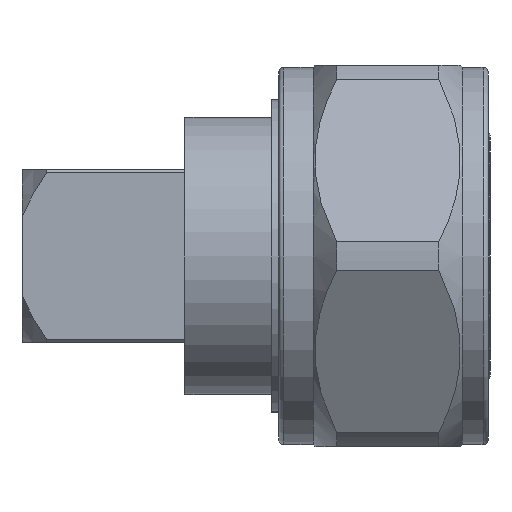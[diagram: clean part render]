
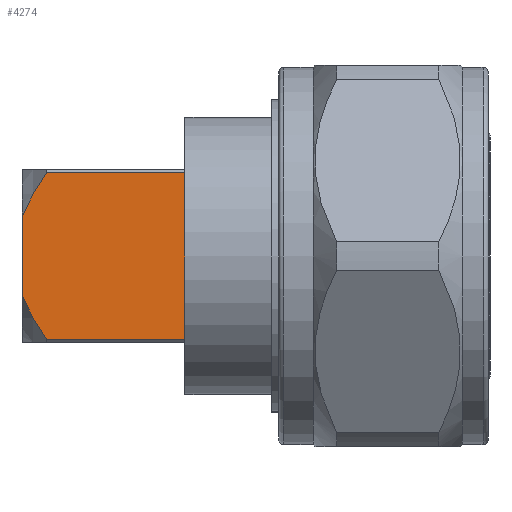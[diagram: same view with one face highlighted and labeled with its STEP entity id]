
A CAD part, left-side view. The second image highlights one B-rep face of the part: STEP entity #4274.
In plain terms, the highlighted face is planar.
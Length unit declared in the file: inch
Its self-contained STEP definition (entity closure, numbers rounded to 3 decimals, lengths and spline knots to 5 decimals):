
#34 = CARTESIAN_POINT ( 'NONE',  ( -0.81537, 0.19685, 0.19685 ) ) ;
#297 = CARTESIAN_POINT ( 'NONE',  ( 0.56359, 0.19685, -0.09821 ) ) ;
#302 = CARTESIAN_POINT ( 'NONE',  ( 0.51059, 0.19685, 0.18898 ) ) ;
#369 = CARTESIAN_POINT ( 'NONE',  ( 0.54138, 0.19685, -0.1409 ) ) ;
#407 = DIRECTION ( 'NONE',  ( 0., 0., 1. ) ) ;
#430 = CARTESIAN_POINT ( 'NONE',  ( 0.51059, 0.19685, -0.18898 ) ) ;
#463 = CARTESIAN_POINT ( 'NONE',  ( 0.19685, 0.19685, 0.19685 ) ) ;
#477 = ORIENTED_EDGE ( 'NONE', *, *, #1763, .F. ) ;
#487 = ORIENTED_EDGE ( 'NONE', *, *, #1624, .T. ) ;
#512 = EDGE_CURVE ( 'NONE', #4315, #3025, #774, .T. ) ;
#630 = FACE_OUTER_BOUND ( 'NONE', #6559, .T. ) ;
#774 = LINE ( 'NONE', #4631, #6859 ) ;
#826 = CARTESIAN_POINT ( 'NONE',  ( 0.56693, 0.19685, -0.09021 ) ) ;
#855 = EDGE_CURVE ( 'NONE', #3025, #2773, #2805, .T. ) ;
#893 = CARTESIAN_POINT ( 'NONE',  ( 0.54033, 0.19685, 0.1427 ) ) ;
#953 = CARTESIAN_POINT ( 'NONE',  ( 0.55788, 0.19685, -0.11059 ) ) ;
#957 = ORIENTED_EDGE ( 'NONE', *, *, #5618, .T. ) ;
#1043 = DIRECTION ( 'NONE',  ( 1., 0., 0. ) ) ;
#1337 = CARTESIAN_POINT ( 'NONE',  ( 0.54998, 0.19685, -0.12565 ) ) ;
#1377 = CARTESIAN_POINT ( 'NONE',  ( 0.56693, 0.19685, 0.09021 ) ) ;
#1442 = AXIS2_PLACEMENT_3D ( 'NONE', #34, #3821, #1043 ) ;
#1446 = CARTESIAN_POINT ( 'NONE',  ( 0.54113, 0.19685, 0.14133 ) ) ;
#1452 = LINE ( 'NONE', #6191, #4188 ) ;
#1482 = ORIENTED_EDGE ( 'NONE', *, *, #855, .T. ) ;
#1624 = EDGE_CURVE ( 'NONE', #4367, #4083, #3295, .T. ) ;
#1636 = PLANE ( 'NONE',  #1442 ) ;
#1763 = EDGE_CURVE ( 'NONE', #6267, #2773, #1452, .T. ) ;
#1852 = CARTESIAN_POINT ( 'NONE',  ( -0.81537, 0.19685, -0.18898 ) ) ;
#1947 = CARTESIAN_POINT ( 'NONE',  ( 0.54351, 0.19685, -0.13722 ) ) ;
#1981 = CARTESIAN_POINT ( 'NONE',  ( 0.54238, 0.19685, -0.13918 ) ) ;
#2061 = CARTESIAN_POINT ( 'NONE',  ( 0.54075, 0.19685, 0.14199 ) ) ;
#2407 = CARTESIAN_POINT ( 'NONE',  ( 0.51059, 0.19685, -0.18898 ) ) ;
#2485 = LINE ( 'NONE', #463, #5911 ) ;
#2490 = CARTESIAN_POINT ( 'NONE',  ( 0.53252, 0.19685, -0.15612 ) ) ;
#2589 = DIRECTION ( 'NONE',  ( 0., 0., 1. ) ) ;
#2756 = EDGE_CURVE ( 'NONE', #6267, #4367, #6378, .T. ) ;
#2773 = VERTEX_POINT ( 'NONE', #6774 ) ;
#2805 = B_SPLINE_CURVE_WITH_KNOTS ( 'NONE', 3,
 ( #302, #5736, #4026, #5184, #4058, #3533, #893, #2061, #4163, #1446, #3599, #4091, #1377 ),
 .UNSPECIFIED., .F., .F.,
 ( 4, 1, 1, 1, 1, 1, 2, 2, 4 ),
 ( 0., 0.25, 0.375, 0.4375, 0.46875, 0.48437, 0.49219, 0.5, 1. ),
 .UNSPECIFIED. ) ;
#2922 = CARTESIAN_POINT ( 'NONE',  ( 0.51059, 0.19685, 0.18898 ) ) ;
#2956 = DIRECTION ( 'NONE',  ( 1., 0., 0. ) ) ;
#3025 = VERTEX_POINT ( 'NONE', #2922 ) ;
#3295 = LINE ( 'NONE', #1852, #5399 ) ;
#3533 = CARTESIAN_POINT ( 'NONE',  ( 0.53936, 0.19685, 0.14435 ) ) ;
#3599 = CARTESIAN_POINT ( 'NONE',  ( 0.55172, 0.19685, 0.12316 ) ) ;
#3821 = DIRECTION ( 'NONE',  ( 0., 1., 0. ) ) ;
#4026 = CARTESIAN_POINT ( 'NONE',  ( 0.52468, 0.19685, 0.16818 ) ) ;
#4058 = CARTESIAN_POINT ( 'NONE',  ( 0.53738, 0.19685, 0.14768 ) ) ;
#4083 = VERTEX_POINT ( 'NONE', #5066 ) ;
#4091 = CARTESIAN_POINT ( 'NONE',  ( 0.56026, 0.19685, 0.10622 ) ) ;
#4149 = ORIENTED_EDGE ( 'NONE', *, *, #2756, .T. ) ;
#4163 = CARTESIAN_POINT ( 'NONE',  ( 0.54102, 0.19685, 0.14152 ) ) ;
#4188 = VECTOR ( 'NONE', #407, 39.37008 ) ;
#4274 = ADVANCED_FACE ( 'NONE', ( #630 ), #1636, .T. ) ;
#4315 = VERTEX_POINT ( 'NONE', #4948 ) ;
#4367 = VERTEX_POINT ( 'NONE', #2407 ) ;
#4448 = DIRECTION ( 'NONE',  ( -1., 0., 0. ) ) ;
#4631 = CARTESIAN_POINT ( 'NONE',  ( -0.81537, 0.19685, 0.18898 ) ) ;
#4677 = CARTESIAN_POINT ( 'NONE',  ( 0.5223, 0.19685, -0.17206 ) ) ;
#4948 = CARTESIAN_POINT ( 'NONE',  ( 0.19685, 0.19685, 0.18898 ) ) ;
#5066 = CARTESIAN_POINT ( 'NONE',  ( 0.19685, 0.19685, -0.18898 ) ) ;
#5104 = CARTESIAN_POINT ( 'NONE',  ( 0.56693, 0.19685, -0.09021 ) ) ;
#5143 = CARTESIAN_POINT ( 'NONE',  ( 0.54572, 0.19685, -0.13334 ) ) ;
#5184 = CARTESIAN_POINT ( 'NONE',  ( 0.53331, 0.19685, 0.15441 ) ) ;
#5213 = CARTESIAN_POINT ( 'NONE',  ( 0.5419, 0.19685, -0.14002 ) ) ;
#5399 = VECTOR ( 'NONE', #4448, 39.37008 ) ;
#5618 = EDGE_CURVE ( 'NONE', #4083, #4315, #2485, .T. ) ;
#5736 = CARTESIAN_POINT ( 'NONE',  ( 0.51644, 0.19685, 0.18052 ) ) ;
#5911 = VECTOR ( 'NONE', #2589, 39.37008 ) ;
#6191 = CARTESIAN_POINT ( 'NONE',  ( 0.56693, 0.19685, 0.19685 ) ) ;
#6267 = VERTEX_POINT ( 'NONE', #826 ) ;
#6378 = B_SPLINE_CURVE_WITH_KNOTS ( 'NONE', 3,
 ( #5104, #297, #953, #1337, #5143, #1947, #1981, #5213, #6710, #369, #2490, #4677, #430 ),
 .UNSPECIFIED., .F., .F.,
 ( 4, 1, 1, 1, 1, 1, 2, 2, 4 ),
 ( 0., 0.25, 0.375, 0.4375, 0.46875, 0.48438, 0.49219, 0.5, 1. ),
 .UNSPECIFIED. ) ;
#6460 = ORIENTED_EDGE ( 'NONE', *, *, #512, .T. ) ;
#6559 = EDGE_LOOP ( 'NONE', ( #4149, #487, #957, #6460, #1482, #477 ) ) ;
#6710 = CARTESIAN_POINT ( 'NONE',  ( 0.54157, 0.19685, -0.14058 ) ) ;
#6774 = CARTESIAN_POINT ( 'NONE',  ( 0.56693, 0.19685, 0.09021 ) ) ;
#6859 = VECTOR ( 'NONE', #2956, 39.37008 ) ;
